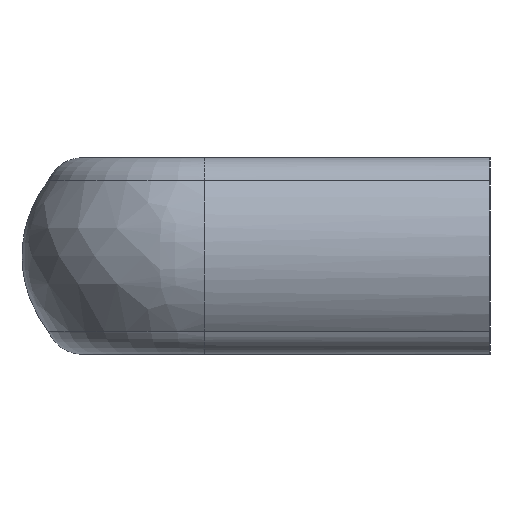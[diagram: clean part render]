
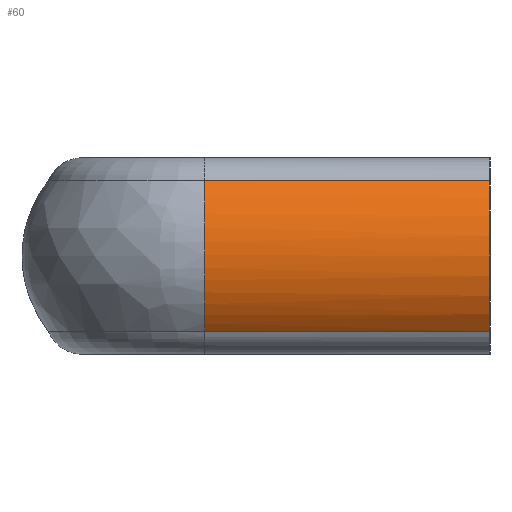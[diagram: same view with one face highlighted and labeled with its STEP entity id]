
A CAD part, left-side view. The second image highlights one B-rep face of the part: STEP entity #60.
In plain terms, the highlighted cylindrical face has radius 12.911 mm (diameter 25.822 mm), a partial arc.
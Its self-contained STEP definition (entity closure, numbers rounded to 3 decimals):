
#60 = ADVANCED_FACE( '', ( #137 ), #138, .T. );
#137 = FACE_OUTER_BOUND( '', #236, .T. );
#138 = CYLINDRICAL_SURFACE( '', #237, 12.911 );
#236 = EDGE_LOOP( '', ( #393, #394, #395, #396 ) );
#237 = AXIS2_PLACEMENT_3D( '', #397, #398, #399 );
#393 = ORIENTED_EDGE( '', *, *, #589, .T. );
#394 = ORIENTED_EDGE( '', *, *, #590, .F. );
#395 = ORIENTED_EDGE( '', *, *, #591, .F. );
#396 = ORIENTED_EDGE( '', *, *, #592, .T. );
#397 = CARTESIAN_POINT( '', ( 12.912, 0., 0. ) );
#398 = DIRECTION( '', ( 0., -1., 0. ) );
#399 = DIRECTION( '', ( 0., 0., 1. ) );
#589 = EDGE_CURVE( '', #652, #682, #683, .T. );
#590 = EDGE_CURVE( '', #684, #682, #685, .T. );
#591 = EDGE_CURVE( '', #686, #684, #687, .T. );
#592 = EDGE_CURVE( '', #686, #652, #688, .T. );
#652 = VERTEX_POINT( '', #777 );
#682 = VERTEX_POINT( '', #889 );
#683 = B_SPLINE_CURVE_WITH_KNOTS( '', 3, ( #890, #891, #892, #893, #894, #895, #896, #897, #898, #899 ), .UNSPECIFIED., .F., .F., ( 4, 2, 2, 2, 4 ), ( 0., 0.25, 0.5, 0.75, 1. ), .UNSPECIFIED. );
#684 = VERTEX_POINT( '', #900 );
#685 = LINE( '', #901, #902 );
#686 = VERTEX_POINT( '', #903 );
#687 = CIRCLE( '', #904, 12.911 );
#688 = LINE( '', #905, #906 );
#777 = CARTESIAN_POINT( '', ( 2.808, 30.5, 8.037 ) );
#889 = CARTESIAN_POINT( '', ( 2.808, 30.5, -8.038 ) );
#890 = CARTESIAN_POINT( '', ( 2.808, 30.5, 8.037 ) );
#891 = CARTESIAN_POINT( '', ( 1.907, 30.5, 6.905 ) );
#892 = CARTESIAN_POINT( '', ( 1.199, 30.5, 5.622 ) );
#893 = CARTESIAN_POINT( '', ( 0.246, 30.5, 2.891 ) );
#894 = CARTESIAN_POINT( '', ( 0.001, 30.5, 1.446 ) );
#895 = CARTESIAN_POINT( '', ( 0.001, 30.5, -1.446 ) );
#896 = CARTESIAN_POINT( '', ( 0.246, 30.5, -2.891 ) );
#897 = CARTESIAN_POINT( '', ( 1.199, 30.5, -5.622 ) );
#898 = CARTESIAN_POINT( '', ( 1.907, 30.5, -6.905 ) );
#899 = CARTESIAN_POINT( '', ( 2.808, 30.5, -8.037 ) );
#900 = CARTESIAN_POINT( '', ( 2.808, 0., -8.037 ) );
#901 = CARTESIAN_POINT( '', ( 2.808, 0., -8.037 ) );
#902 = VECTOR( '', #1103, 1000. );
#903 = CARTESIAN_POINT( '', ( 2.808, 0., 8.037 ) );
#904 = AXIS2_PLACEMENT_3D( '', #1104, #1105, #1106 );
#905 = CARTESIAN_POINT( '', ( 2.808, 0., 8.037 ) );
#906 = VECTOR( '', #1107, 1000. );
#1103 = DIRECTION( '', ( 0., 1., 0. ) );
#1104 = CARTESIAN_POINT( '', ( 12.912, 0., 0. ) );
#1105 = DIRECTION( '', ( 0., -1., 0. ) );
#1106 = DIRECTION( '', ( 0., 0., 1. ) );
#1107 = DIRECTION( '', ( 0., 1., 0. ) );
